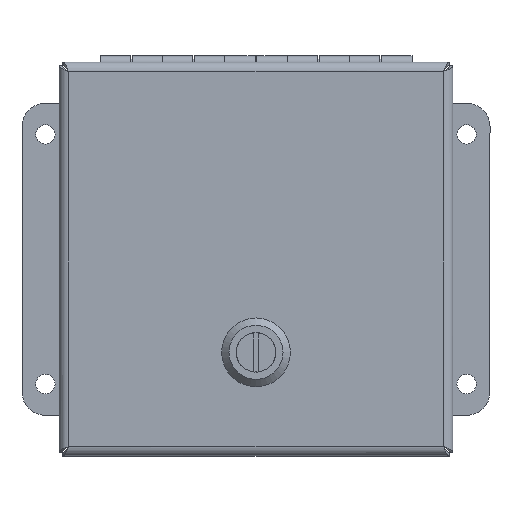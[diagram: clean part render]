
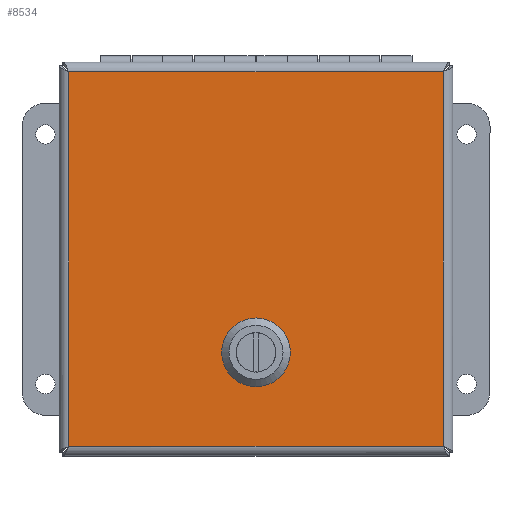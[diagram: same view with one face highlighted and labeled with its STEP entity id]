
A CAD part, top view. The second image highlights one B-rep face of the part: STEP entity #8534.
In plain terms, the highlighted face is planar.
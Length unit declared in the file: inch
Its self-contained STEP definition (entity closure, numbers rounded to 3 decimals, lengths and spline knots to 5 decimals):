
#222=FACE_BOUND('',#1310,.T.);
#474=PLANE('',#9081);
#778=FACE_OUTER_BOUND('',#1309,.T.);
#1309=EDGE_LOOP('',(#5825,#5826,#5827,#5828));
#1310=EDGE_LOOP('',(#5829,#5830,#5831,#5832,#5833,#5834,#5835,#5836));
#1892=LINE('',#12352,#2655);
#1896=LINE('',#12364,#2659);
#1900=LINE('',#12376,#2663);
#1904=LINE('',#12387,#2667);
#1907=LINE('',#12402,#2670);
#1923=LINE('',#12504,#2686);
#1938=LINE('',#12604,#2701);
#1953=LINE('',#12703,#2716);
#2655=VECTOR('',#9895,0.41231);
#2659=VECTOR('',#9907,0.41231);
#2663=VECTOR('',#9919,0.41231);
#2667=VECTOR('',#9931,0.41231);
#2670=VECTOR('',#9936,6.007);
#2686=VECTOR('',#9966,6.007);
#2701=VECTOR('',#9995,6.007);
#2716=VECTOR('',#10024,6.007);
#3416=CIRCLE('',#9038,0.45);
#3418=CIRCLE('',#9042,0.45);
#3420=CIRCLE('',#9046,0.45);
#3422=CIRCLE('',#9050,0.45);
#3718=VERTEX_POINT('',#12342);
#3719=VERTEX_POINT('',#12343);
#3722=VERTEX_POINT('',#12351);
#3724=VERTEX_POINT('',#12357);
#3726=VERTEX_POINT('',#12363);
#3728=VERTEX_POINT('',#12369);
#3730=VERTEX_POINT('',#12375);
#3732=VERTEX_POINT('',#12381);
#3736=VERTEX_POINT('',#12393);
#3737=VERTEX_POINT('',#12401);
#3748=VERTEX_POINT('',#12496);
#3758=VERTEX_POINT('',#12596);
#4461=EDGE_CURVE('',#3718,#3719,#3416,.T.);
#4465=EDGE_CURVE('',#3722,#3718,#1892,.T.);
#4468=EDGE_CURVE('',#3724,#3722,#3418,.T.);
#4471=EDGE_CURVE('',#3726,#3724,#1896,.T.);
#4474=EDGE_CURVE('',#3728,#3726,#3420,.T.);
#4477=EDGE_CURVE('',#3730,#3728,#1900,.T.);
#4480=EDGE_CURVE('',#3732,#3730,#3422,.T.);
#4483=EDGE_CURVE('',#3719,#3732,#1904,.T.);
#4487=EDGE_CURVE('',#3737,#3736,#1907,.T.);
#4507=EDGE_CURVE('',#3736,#3748,#1923,.T.);
#4526=EDGE_CURVE('',#3748,#3758,#1938,.T.);
#4545=EDGE_CURVE('',#3758,#3737,#1953,.T.);
#5825=ORIENTED_EDGE('',*,*,#4487,.T.);
#5826=ORIENTED_EDGE('',*,*,#4507,.T.);
#5827=ORIENTED_EDGE('',*,*,#4526,.T.);
#5828=ORIENTED_EDGE('',*,*,#4545,.T.);
#5829=ORIENTED_EDGE('',*,*,#4461,.T.);
#5830=ORIENTED_EDGE('',*,*,#4483,.T.);
#5831=ORIENTED_EDGE('',*,*,#4480,.T.);
#5832=ORIENTED_EDGE('',*,*,#4477,.T.);
#5833=ORIENTED_EDGE('',*,*,#4474,.T.);
#5834=ORIENTED_EDGE('',*,*,#4471,.T.);
#5835=ORIENTED_EDGE('',*,*,#4468,.T.);
#5836=ORIENTED_EDGE('',*,*,#4465,.T.);
#8534=ADVANCED_FACE('',(#778,#222),#474,.F.);
#9038=AXIS2_PLACEMENT_3D('',#12344,#9887,#9888);
#9042=AXIS2_PLACEMENT_3D('',#12358,#9900,#9901);
#9046=AXIS2_PLACEMENT_3D('',#12370,#9912,#9913);
#9050=AXIS2_PLACEMENT_3D('',#12382,#9924,#9925);
#9081=AXIS2_PLACEMENT_3D('',#12789,#10049,#10050);
#9887=DIRECTION('center_axis',(0.,0.,1.));
#9888=DIRECTION('ref_axis',(-0.889,0.458,0.));
#9895=DIRECTION('',(-1.,0.,0.));
#9900=DIRECTION('center_axis',(0.,0.,1.));
#9901=DIRECTION('ref_axis',(0.458,0.889,0.));
#9907=DIRECTION('',(0.,1.,0.));
#9912=DIRECTION('center_axis',(0.,0.,1.));
#9913=DIRECTION('ref_axis',(0.889,-0.458,0.));
#9919=DIRECTION('',(1.,0.,0.));
#9924=DIRECTION('center_axis',(0.,0.,1.));
#9925=DIRECTION('ref_axis',(-0.458,-0.889,0.));
#9931=DIRECTION('',(0.,-1.,0.));
#9936=DIRECTION('',(0.,-1.,0.));
#9966=DIRECTION('',(-1.,0.,0.));
#9995=DIRECTION('',(0.,1.,0.));
#10024=DIRECTION('',(1.,0.,0.));
#10049=DIRECTION('center_axis',(0.,0.,1.));
#10050=DIRECTION('ref_axis',(1.,0.,0.));
#12342=CARTESIAN_POINT('',(4.44634,3.55625,0.));
#12343=CARTESIAN_POINT('',(4.2525,3.36241,0.));
#12344=CARTESIAN_POINT('Origin',(4.6525,3.15625,0.));
#12351=CARTESIAN_POINT('',(4.85866,3.55625,0.));
#12352=CARTESIAN_POINT('',(4.00745,3.55625,0.));
#12357=CARTESIAN_POINT('',(5.0525,3.36241,0.));
#12358=CARTESIAN_POINT('Origin',(4.6525,3.15625,0.));
#12363=CARTESIAN_POINT('',(5.0525,2.95009,0.));
#12364=CARTESIAN_POINT('',(5.0525,3.05317,0.));
#12369=CARTESIAN_POINT('',(4.85866,2.75625,0.));
#12370=CARTESIAN_POINT('Origin',(4.6525,3.15625,0.));
#12375=CARTESIAN_POINT('',(4.44634,2.75625,0.));
#12376=CARTESIAN_POINT('',(3.8013,2.75625,0.));
#12381=CARTESIAN_POINT('',(4.2525,2.95009,0.));
#12382=CARTESIAN_POINT('Origin',(4.6525,3.15625,0.));
#12387=CARTESIAN_POINT('',(4.2525,3.25933,0.));
#12393=CARTESIAN_POINT('',(6.15975,0.15275,0.));
#12401=CARTESIAN_POINT('',(6.15975,6.15975,0.));
#12402=CARTESIAN_POINT('',(6.15975,4.658,0.));
#12496=CARTESIAN_POINT('',(0.15275,0.15275,0.));
#12504=CARTESIAN_POINT('',(4.658,0.15275,0.));
#12596=CARTESIAN_POINT('',(0.15275,6.15975,0.));
#12604=CARTESIAN_POINT('',(0.15275,1.6545,0.));
#12703=CARTESIAN_POINT('',(1.6545,6.15975,0.));
#12789=CARTESIAN_POINT('Origin',(3.15625,3.15625,0.));
